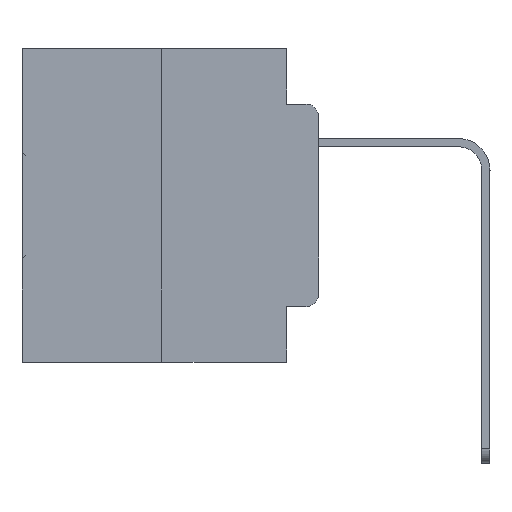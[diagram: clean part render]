
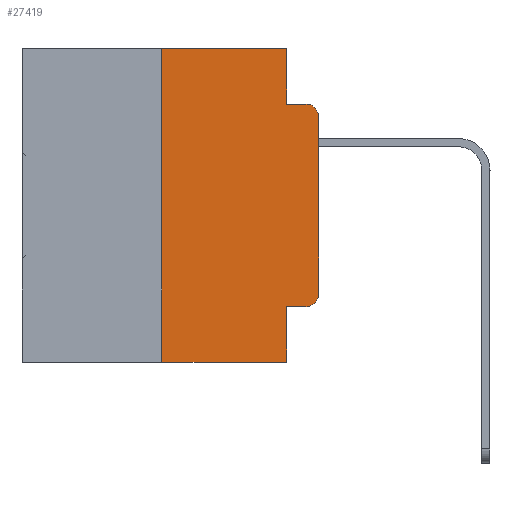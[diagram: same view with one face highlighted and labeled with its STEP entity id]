
A CAD part, left-side view. The second image highlights one B-rep face of the part: STEP entity #27419.
In plain terms, the highlighted planar face has unit normal (-1, 0, 0).
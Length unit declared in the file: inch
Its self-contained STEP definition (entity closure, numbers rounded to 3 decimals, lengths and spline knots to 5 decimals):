
#5 = VECTOR ( 'NONE', #23777, 39.37008 ) ;
#1280 = DIRECTION ( 'NONE',  ( 0., -1., 0. ) ) ;
#1965 = CARTESIAN_POINT ( 'NONE',  ( 0., 0.051, -0.0885 ) ) ;
#2478 = CARTESIAN_POINT ( 'NONE',  ( 0., 0.051, -0.5 ) ) ;
#2525 = CARTESIAN_POINT ( 'NONE',  ( 0., 0.25, -0.5 ) ) ;
#2527 = ORIENTED_EDGE ( 'NONE', *, *, #28247, .T. ) ;
#2640 = AXIS2_PLACEMENT_3D ( 'NONE', #11655, #16620, #6637 ) ;
#2727 = ORIENTED_EDGE ( 'NONE', *, *, #6273, .F. ) ;
#3042 = LINE ( 'NONE', #24505, #16441 ) ;
#3071 = EDGE_CURVE ( 'NONE', #24524, #20467, #11218, .T. ) ;
#3404 = CARTESIAN_POINT ( 'NONE',  ( 0., 0.051, 0. ) ) ;
#3937 = EDGE_CURVE ( 'NONE', #20467, #27724, #18081, .T. ) ;
#4144 = VECTOR ( 'NONE', #29429, 39.37008 ) ;
#4201 = LINE ( 'NONE', #6516, #5 ) ;
#4355 = VECTOR ( 'NONE', #12617, 39.37008 ) ;
#4629 = CARTESIAN_POINT ( 'NONE',  ( 0., 0.02, -0.4115 ) ) ;
#5467 = LINE ( 'NONE', #9395, #4355 ) ;
#5539 = EDGE_CURVE ( 'NONE', #19376, #8510, #17577, .T. ) ;
#6262 = CARTESIAN_POINT ( 'NONE',  ( 0., 0.051, -0.4115 ) ) ;
#6273 = EDGE_CURVE ( 'NONE', #11480, #8510, #23680, .T. ) ;
#6334 = CARTESIAN_POINT ( 'NONE',  ( 0., 0.473, 0. ) ) ;
#6516 = CARTESIAN_POINT ( 'NONE',  ( 0., 0., 0. ) ) ;
#6609 = LINE ( 'NONE', #28023, #29845 ) ;
#6637 = DIRECTION ( 'NONE',  ( 0., 0., -1. ) ) ;
#6655 = CARTESIAN_POINT ( 'NONE',  ( 0., 0.25, 0. ) ) ;
#6666 = EDGE_CURVE ( 'NONE', #14597, #11480, #3042, .T. ) ;
#8054 = CARTESIAN_POINT ( 'NONE',  ( 0., 0.473, 0. ) ) ;
#8510 = VERTEX_POINT ( 'NONE', #16621 ) ;
#9395 = CARTESIAN_POINT ( 'NONE',  ( 0., 0.25, 0. ) ) ;
#10493 = EDGE_CURVE ( 'NONE', #29336, #25205, #5467, .T. ) ;
#10988 = DIRECTION ( 'NONE',  ( 0., 0., -1. ) ) ;
#11125 = LINE ( 'NONE', #27250, #26091 ) ;
#11166 = CARTESIAN_POINT ( 'NONE',  ( 0., 0., -0.1085 ) ) ;
#11218 = LINE ( 'NONE', #21741, #12003 ) ;
#11480 = VERTEX_POINT ( 'NONE', #1965 ) ;
#11655 = CARTESIAN_POINT ( 'NONE',  ( 0., 0.02, -0.1085 ) ) ;
#12003 = VECTOR ( 'NONE', #26560, 39.37008 ) ;
#12617 = DIRECTION ( 'NONE',  ( 0., 0., 1. ) ) ;
#12993 = PLANE ( 'NONE',  #26280 ) ;
#14597 = VERTEX_POINT ( 'NONE', #3404 ) ;
#16421 = CARTESIAN_POINT ( 'NONE',  ( 0., 0.051, -0.0885 ) ) ;
#16441 = VECTOR ( 'NONE', #17101, 39.37008 ) ;
#16620 = DIRECTION ( 'NONE',  ( -1., 0., 0. ) ) ;
#16621 = CARTESIAN_POINT ( 'NONE',  ( 0., 0.02, -0.0885 ) ) ;
#16679 = VECTOR ( 'NONE', #25338, 39.37008 ) ;
#17101 = DIRECTION ( 'NONE',  ( 0., 0., -1. ) ) ;
#17577 = CIRCLE ( 'NONE', #2640, 0.02 ) ;
#17634 = FACE_OUTER_BOUND ( 'NONE', #22524, .T. ) ;
#18081 = CIRCLE ( 'NONE', #28826, 0.02 ) ;
#19363 = ORIENTED_EDGE ( 'NONE', *, *, #30676, .F. ) ;
#19376 = VERTEX_POINT ( 'NONE', #11166 ) ;
#20467 = VERTEX_POINT ( 'NONE', #4629 ) ;
#20526 = ORIENTED_EDGE ( 'NONE', *, *, #3071, .T. ) ;
#20801 = ORIENTED_EDGE ( 'NONE', *, *, #5539, .T. ) ;
#21163 = ORIENTED_EDGE ( 'NONE', *, *, #27266, .F. ) ;
#21657 = LINE ( 'NONE', #8054, #16679 ) ;
#21677 = CARTESIAN_POINT ( 'NONE',  ( 0., 0., -0.3915 ) ) ;
#21741 = CARTESIAN_POINT ( 'NONE',  ( 0., 0.051, -0.4115 ) ) ;
#22159 = ORIENTED_EDGE ( 'NONE', *, *, #6666, .F. ) ;
#22524 = EDGE_LOOP ( 'NONE', ( #2527, #20801, #2727, #22159, #19363, #30061, #25155, #21163, #20526, #29858 ) ) ;
#23014 = CARTESIAN_POINT ( 'NONE',  ( 0., 0.02, -0.3915 ) ) ;
#23225 = DIRECTION ( 'NONE',  ( -1., 0., 0. ) ) ;
#23680 = LINE ( 'NONE', #16421, #4144 ) ;
#23777 = DIRECTION ( 'NONE',  ( 0., 0., 1. ) ) ;
#24505 = CARTESIAN_POINT ( 'NONE',  ( 0., 0.051, 0. ) ) ;
#24524 = VERTEX_POINT ( 'NONE', #6262 ) ;
#25155 = ORIENTED_EDGE ( 'NONE', *, *, #31267, .T. ) ;
#25205 = VERTEX_POINT ( 'NONE', #6655 ) ;
#25338 = DIRECTION ( 'NONE',  ( 0., -1., 0. ) ) ;
#25426 = DIRECTION ( 'NONE',  ( 0., 0., -1. ) ) ;
#25742 = DIRECTION ( 'NONE',  ( 1., 0., 0. ) ) ;
#26091 = VECTOR ( 'NONE', #29370, 39.37008 ) ;
#26280 = AXIS2_PLACEMENT_3D ( 'NONE', #6334, #25742, #25426 ) ;
#26560 = DIRECTION ( 'NONE',  ( 0., -1., 0. ) ) ;
#26611 = VERTEX_POINT ( 'NONE', #2478 ) ;
#27250 = CARTESIAN_POINT ( 'NONE',  ( 0., 0.051, 0. ) ) ;
#27266 = EDGE_CURVE ( 'NONE', #24524, #26611, #11125, .T. ) ;
#27419 = ADVANCED_FACE ( 'NONE', ( #17634 ), #12993, .F. ) ;
#27724 = VERTEX_POINT ( 'NONE', #21677 ) ;
#28023 = CARTESIAN_POINT ( 'NONE',  ( 0., 0.473, -0.5 ) ) ;
#28247 = EDGE_CURVE ( 'NONE', #27724, #19376, #4201, .T. ) ;
#28826 = AXIS2_PLACEMENT_3D ( 'NONE', #23014, #23225, #10988 ) ;
#29336 = VERTEX_POINT ( 'NONE', #2525 ) ;
#29370 = DIRECTION ( 'NONE',  ( 0., 0., -1. ) ) ;
#29429 = DIRECTION ( 'NONE',  ( 0., -1., 0. ) ) ;
#29845 = VECTOR ( 'NONE', #1280, 39.37008 ) ;
#29858 = ORIENTED_EDGE ( 'NONE', *, *, #3937, .T. ) ;
#30061 = ORIENTED_EDGE ( 'NONE', *, *, #10493, .F. ) ;
#30676 = EDGE_CURVE ( 'NONE', #25205, #14597, #21657, .T. ) ;
#31267 = EDGE_CURVE ( 'NONE', #29336, #26611, #6609, .T. ) ;
